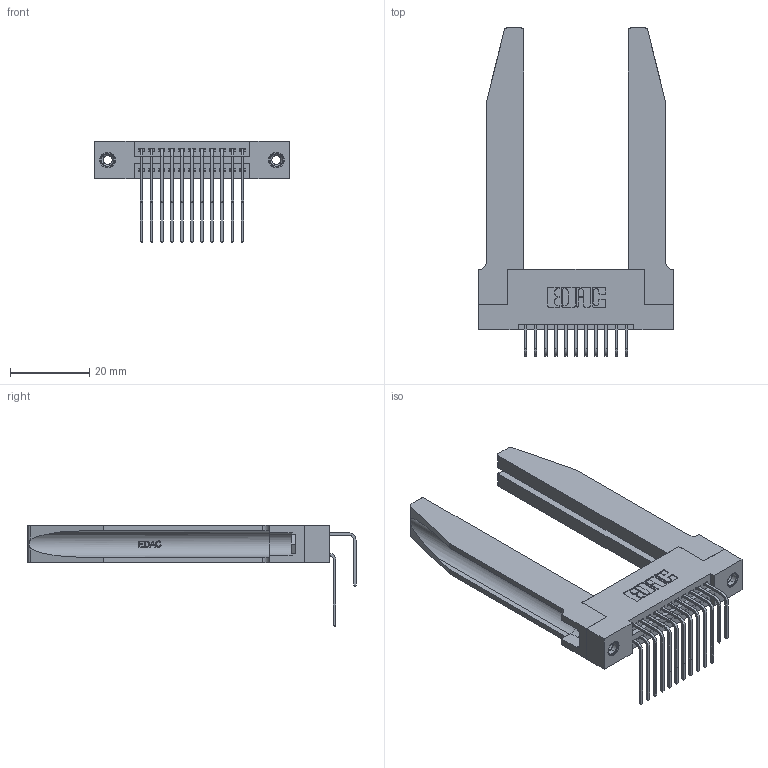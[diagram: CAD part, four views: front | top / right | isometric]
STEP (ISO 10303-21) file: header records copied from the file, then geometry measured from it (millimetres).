
FILE_DESCRIPTION (( 'STEP AP203' ), '1' );
FILE_NAME ('395-022-558-278.STEP', '2019-10-16T15:31:11', ( '' ), ( '' ), 'SwSTEP 2.0', 'SolidWorks 2016', '' );
FILE_SCHEMA (( 'CONFIG_CONTROL_DESIGN' ));
Length unit declared in the file: inch
Products named in the file (6): 345 Part_Flush Mounting Lugs - 0.156 Dia-TH; 345-292-001_558 559 Tail - 1; 345-292-001_558 Tail - 2; 345-250-001_345-250-001-102; 345-220-078_345-220-078; 395-022-558-278
Assembly tree (27 placements, depth 2):
  395-022-558-278
    345 Part_Flush Mounting Lugs - 0.156 Dia-TH
    345-292-001_558 559 Tail - 1  x11
    345-292-001_558 Tail - 2  x11
    345-250-001_345-250-001-102  x2
    345-220-078_345-220-078  x2
Bounding box: 49.17 x 82.79 x 25.53 mm (x, y, z)
Volume: 12386.4 mm3; surface area: 13658.1 mm2
Topology: 27 solids, 27 shells, 1504 faces, 4359 edges, 2866 vertices
Faces by surface type: plane 992, cylinder 460, bspline 36, cone 12, torus 4
Entity records: 19196 total; most frequent: CARTESIAN_POINT 4210, ORIENTED_EDGE 2990, DIRECTION 2717, EDGE_CURVE 1495, VECTOR 1185, LINE 1185, VERTEX_POINT 988, AXIS2_PLACEMENT_3D 766
